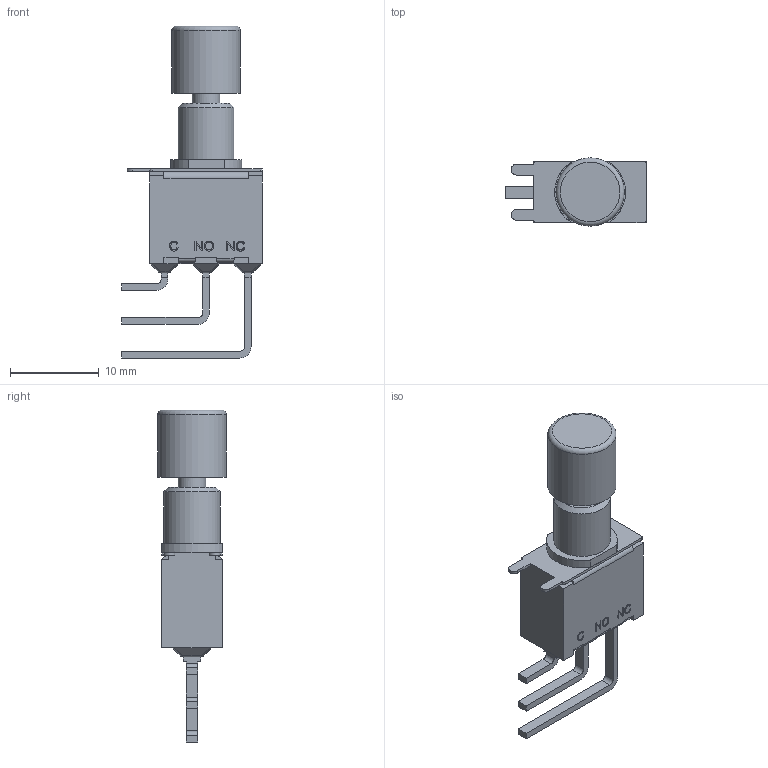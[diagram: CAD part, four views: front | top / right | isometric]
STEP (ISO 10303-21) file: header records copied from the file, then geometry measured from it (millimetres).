
FILE_DESCRIPTION((' '),'2;1');
FILE_NAME('700SP7B20M7xEC1xxx.stp','2017-07-20T15:40:09',(' '),(' '),' ','ACIS',' ');
FILE_SCHEMA(('CONFIG_CONTROL_DESIGN'));
Length unit declared in the file: inch
Products named in the file (1): 700SP7B20M7xEC1xxx.stp
Bounding box: 15.88 x 7.7 x 37.45 mm (x, y, z)
Volume: 1516.2 mm3; surface area: 1661.7 mm2
Topology: 1 solids, 2 shells, 330 faces, 863 edges, 552 vertices
Faces by surface type: plane 219, cylinder 67, bspline 24, sphere 12, torus 7, cone 1
Full cylindrical faces by diameter (mm): 3.1 x2, 7.7 x1
Entity records: 10341 total; most frequent: CARTESIAN_POINT 2210, ORIENTED_EDGE 1714, DIRECTION 1572, EDGE_CURVE 857, VECTOR 632, LINE 632, VERTEX_POINT 550, AXIS2_PLACEMENT_3D 470
